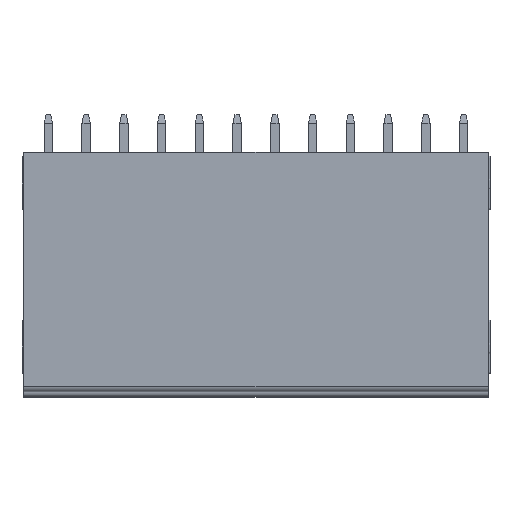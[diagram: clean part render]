
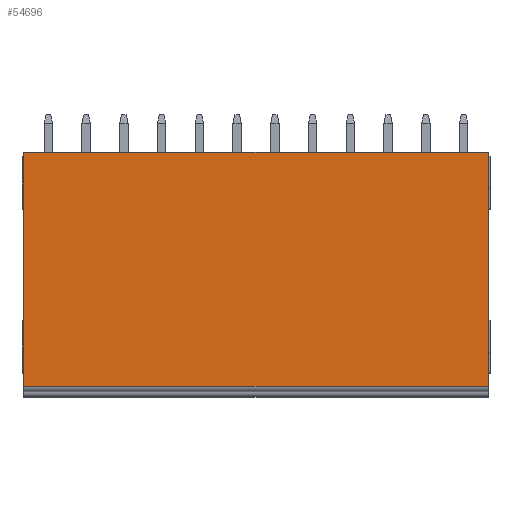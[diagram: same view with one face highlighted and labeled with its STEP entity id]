
A CAD part, top view. The second image highlights one B-rep face of the part: STEP entity #54696.
In plain terms, the highlighted planar face has unit normal (0, 0, 1).
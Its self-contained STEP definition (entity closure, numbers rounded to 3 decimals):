
#19679=DIRECTION('',(-1.,0.,0.));
#19680=VECTOR('',#19679,43.1);
#19681=CARTESIAN_POINT('',(-0.15,-10.3,9.2));
#19682=LINE('',#19681,#19680);
#19688=DIRECTION('',(0.,-1.,0.));
#19689=VECTOR('',#19688,21.7);
#19690=CARTESIAN_POINT('',(-43.25,11.4,9.2));
#19691=LINE('',#19690,#19689);
#19692=DIRECTION('',(-1.,0.,0.));
#19693=VECTOR('',#19692,43.1);
#19694=CARTESIAN_POINT('',(-0.15,11.4,9.2));
#19695=LINE('',#19694,#19693);
#19696=DIRECTION('',(0.,-1.,0.));
#19697=VECTOR('',#19696,21.7);
#19698=CARTESIAN_POINT('',(-0.15,11.4,9.2));
#19699=LINE('',#19698,#19697);
#25472=CARTESIAN_POINT('',(-0.15,11.4,9.2));
#25473=VERTEX_POINT('',#25472);
#25474=CARTESIAN_POINT('',(-0.15,-10.3,9.2));
#25475=VERTEX_POINT('',#25474);
#27428=CARTESIAN_POINT('',(-43.25,11.4,9.2));
#27429=VERTEX_POINT('',#27428);
#27430=CARTESIAN_POINT('',(-43.25,-10.3,9.2));
#27431=VERTEX_POINT('',#27430);
#54684=CARTESIAN_POINT('',(0.,11.4,9.2));
#54685=DIRECTION('',(0.,0.,1.));
#54686=DIRECTION('',(0.,-1.,0.));
#54687=AXIS2_PLACEMENT_3D('',#54684,#54685,#54686);
#54688=PLANE('',#54687);
#54689=ORIENTED_EDGE('',*,*,#40917,.F.);
#54691=ORIENTED_EDGE('',*,*,#54690,.F.);
#54692=ORIENTED_EDGE('',*,*,#54473,.T.);
#54693=ORIENTED_EDGE('',*,*,#54677,.T.);
#54694=EDGE_LOOP('',(#54689,#54691,#54692,#54693));
#54695=FACE_OUTER_BOUND('',#54694,.F.);
#54696=ADVANCED_FACE('',(#54695),#54688,.T.);
#40917=EDGE_CURVE('',#27429,#27431,#19691,.T.);
#54473=EDGE_CURVE('',#25473,#25475,#19699,.T.);
#54677=EDGE_CURVE('',#25475,#27431,#19682,.T.);
#54690=EDGE_CURVE('',#25473,#27429,#19695,.T.);
